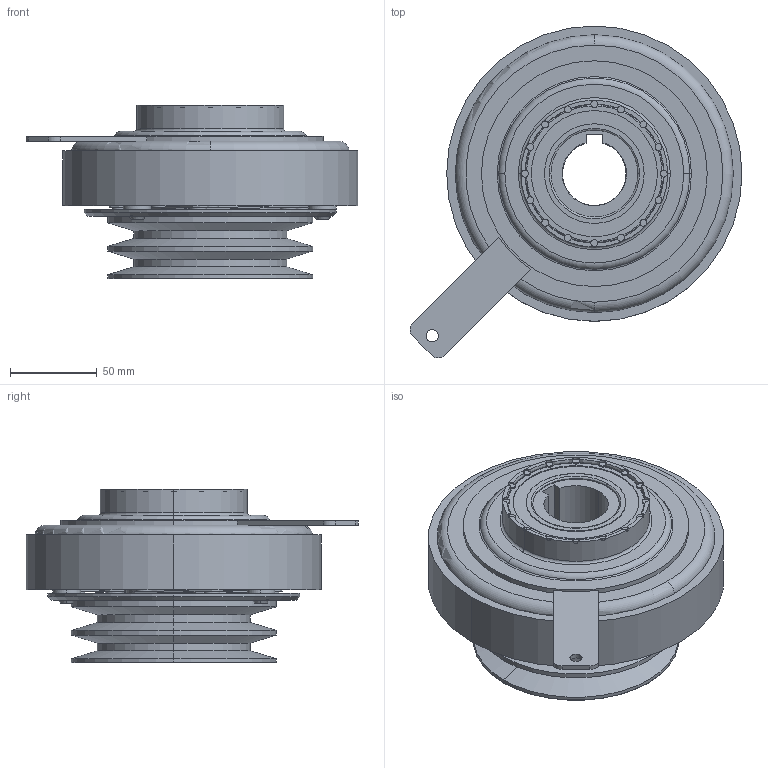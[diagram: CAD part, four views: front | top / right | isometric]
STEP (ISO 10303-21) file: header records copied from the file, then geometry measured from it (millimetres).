
FILE_DESCRIPTION (( 'STEP AP203' ), '1' );
FILE_NAME ('50904400_MA-GT-JD22_電磁クラッチ.STEP', '2015-08-17T07:11:57', ( '' ), ( '' ), 'SwSTEP 2.0', 'SolidWorks 2014', '' );
FILE_SCHEMA (( 'CONFIG_CONTROL_DESIGN' ));
Length unit declared in the file: millimetre
Products named in the file (1): 50904400_MA-GT-JD22_電磁クラッチ
Bounding box: 191.1 x 191.1 x 99.95 mm (x, y, z)
Volume: 1148656.6 mm3; surface area: 187026 mm2
Topology: 1 solids, 18 shells, 579 faces, 1503 edges, 940 vertices
Faces by surface type: cylinder 276, plane 228, cone 43, torus 32
Entity records: 18246 total; most frequent: DIRECTION 3493, CARTESIAN_POINT 3107, ORIENTED_EDGE 3006, EDGE_CURVE 1503, AXIS2_PLACEMENT_3D 1438, VERTEX_POINT 940, CIRCLE 858, EDGE_LOOP 683
